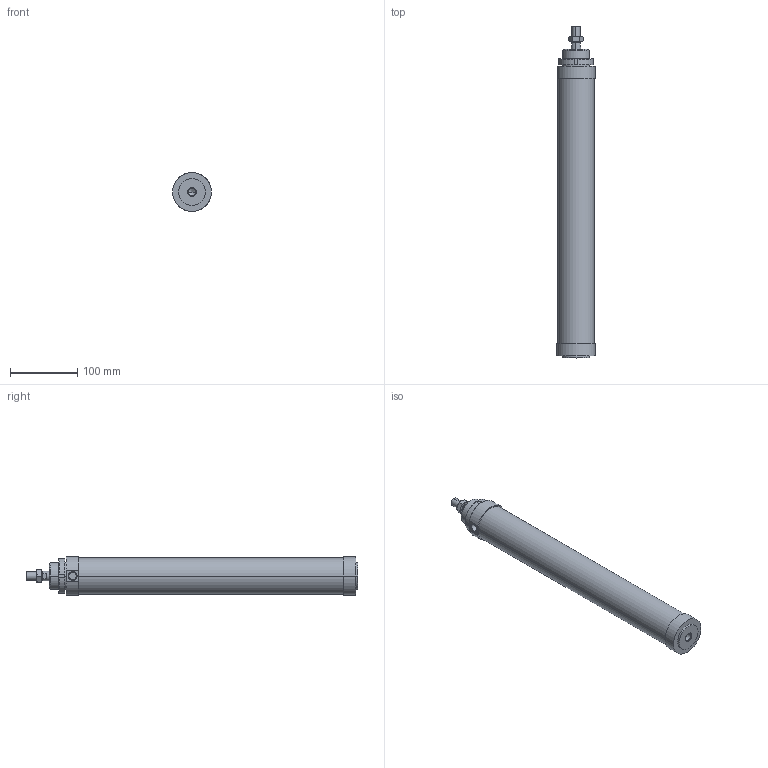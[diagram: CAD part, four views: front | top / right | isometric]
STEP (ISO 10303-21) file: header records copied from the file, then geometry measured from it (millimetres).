
FILE_DESCRIPTION((''),'2;1');
FILE_NAME('1261_50_0350.stp','2003-04-02T17:27:53',('maffial1'),(''),'Autodesk Inventor (R) 6.0','Autodesk Inventor (R) 6.0','');
FILE_SCHEMA(('AUTOMOTIVE_DESIGN { 1 0 10303 214 1 1 1 1 }'));
Length unit declared in the file: millimetre
Products named in the file (5): 1261_50_0350; S1260_50_350; C1261_50_350; 1200_50_05; 1200_50_06
Assembly tree (4 placements, depth 2):
  1261_50_0350
    S1260_50_350
    C1261_50_350
    1200_50_05
    1200_50_06
Bounding box: 58 x 495 x 58 mm (x, y, z)
Volume: 1047916.4 mm3; surface area: 125747.7 mm2
Topology: 4 solids, 4 shells, 109 faces, 247 edges, 153 vertices
Faces by surface type: plane 38, cone 28, cylinder 22, bspline 21
Entity records: 3398 total; most frequent: CARTESIAN_POINT 939, DIRECTION 501, ORIENTED_EDGE 490, EDGE_CURVE 245, AXIS2_PLACEMENT_3D 199, VERTEX_POINT 153, EDGE_LOOP 122, FACE_OUTER_BOUND 109
